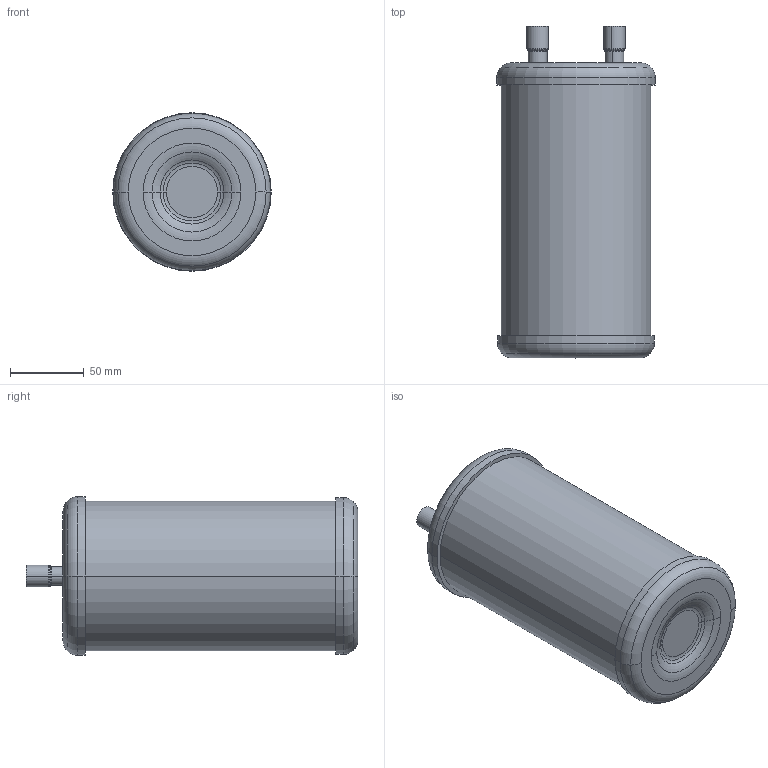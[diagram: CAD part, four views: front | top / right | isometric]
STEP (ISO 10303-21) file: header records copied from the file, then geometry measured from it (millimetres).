
FILE_DESCRIPTION((''),'2;1');
FILE_NAME('191U006010','2024-06-12T09:14:04',('U434391'),('DANFOSS COMMERCIAL COMPRESSOR'),'CREO PARAMETRIC BY PTC INC, 2022124','CREO PARAMETRIC BY PTC INC, 2022124','');
FILE_SCHEMA(('CONFIG_CONTROL_DESIGN'));
Length unit declared in the file: millimetre
Products named in the file (1): 191U006010
Bounding box: 107.4 x 225 x 107.4 mm (x, y, z)
Volume: 206255.8 mm3; surface area: 188721.3 mm2
Topology: 2 solids, 3 shells, 120 faces, 281 edges, 169 vertices
Faces by surface type: torus 68, cylinder 38, plane 14
Entity records: 3639 total; most frequent: CARTESIAN_POINT 714, DIRECTION 708, ORIENTED_EDGE 550, AXIS2_PLACEMENT_3D 334, EDGE_CURVE 281, CIRCLE 213, VERTEX_POINT 169, EDGE_LOOP 134
